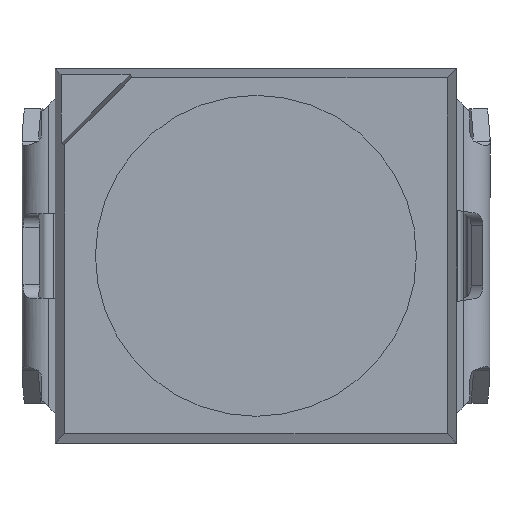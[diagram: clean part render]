
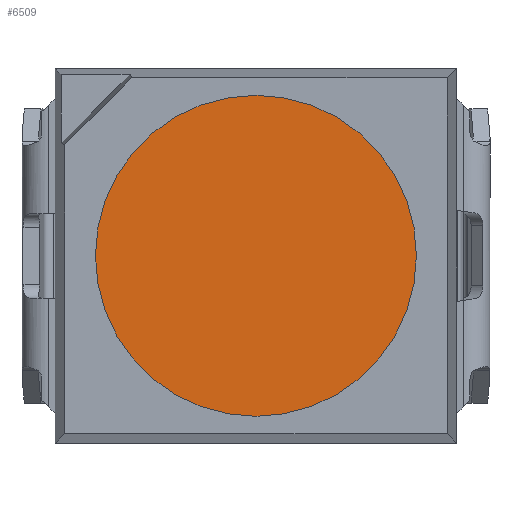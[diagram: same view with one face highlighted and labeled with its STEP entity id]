
A CAD part, top view. The second image highlights one B-rep face of the part: STEP entity #6509.
In plain terms, the highlighted planar face has unit normal (0, 0, 1).
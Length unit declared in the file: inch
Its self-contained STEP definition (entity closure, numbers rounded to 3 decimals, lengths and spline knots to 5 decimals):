
#309 = AXIS2_PLACEMENT_3D ( 'NONE', #7676, #963, #3723 ) ;
#963 = DIRECTION ( 'NONE',  ( 0., 0., -1. ) ) ;
#2375 = ORIENTED_EDGE ( 'NONE', *, *, #8573, .F. ) ;
#2522 = EDGE_CURVE ( 'NONE', #5584, #8182, #2590, .T. ) ;
#2540 = CARTESIAN_POINT ( 'NONE',  ( 0., 0., 0.06496 ) ) ;
#2590 = CIRCLE ( 'NONE', #309, 0.04724 ) ;
#2591 = AXIS2_PLACEMENT_3D ( 'NONE', #2540, #4606, #2631 ) ;
#2631 = DIRECTION ( 'NONE',  ( 1., 0., 0. ) ) ;
#2892 = DIRECTION ( 'NONE',  ( 0., 0., 1. ) ) ;
#3689 = EDGE_LOOP ( 'NONE', ( #2375, #7144 ) ) ;
#3723 = DIRECTION ( 'NONE',  ( 1., 0., 0. ) ) ;
#4215 = CARTESIAN_POINT ( 'NONE',  ( -0.04724, 0., 0.06496 ) ) ;
#4216 = PLANE ( 'NONE',  #8113 ) ;
#4318 = DIRECTION ( 'NONE',  ( 0., -1., 0. ) ) ;
#4606 = DIRECTION ( 'NONE',  ( 0., 0., -1. ) ) ;
#5020 = CIRCLE ( 'NONE', #2591, 0.04724 ) ;
#5584 = VERTEX_POINT ( 'NONE', #4215 ) ;
#6461 = CARTESIAN_POINT ( 'NONE',  ( 0., 0.02362, 0.06496 ) ) ;
#6509 = ADVANCED_FACE ( 'NONE', ( #7172 ), #4216, .T. ) ;
#7144 = ORIENTED_EDGE ( 'NONE', *, *, #2522, .F. ) ;
#7172 = FACE_OUTER_BOUND ( 'NONE', #3689, .T. ) ;
#7676 = CARTESIAN_POINT ( 'NONE',  ( 0., 0., 0.06496 ) ) ;
#8048 = CARTESIAN_POINT ( 'NONE',  ( 0.04724, 0., 0.06496 ) ) ;
#8113 = AXIS2_PLACEMENT_3D ( 'NONE', #6461, #2892, #4318 ) ;
#8182 = VERTEX_POINT ( 'NONE', #8048 ) ;
#8573 = EDGE_CURVE ( 'NONE', #8182, #5584, #5020, .T. ) ;
